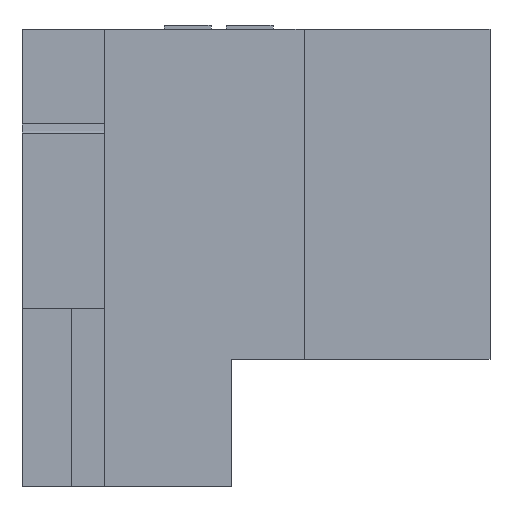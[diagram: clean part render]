
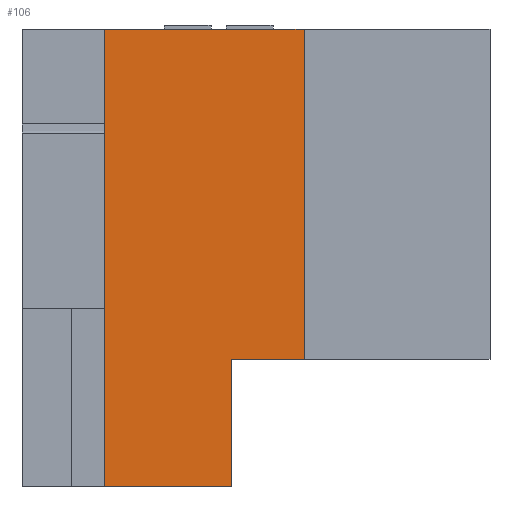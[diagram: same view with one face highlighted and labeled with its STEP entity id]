
A CAD part, left-side view. The second image highlights one B-rep face of the part: STEP entity #106.
In plain terms, the highlighted planar face has unit normal (-1, 0, 0).
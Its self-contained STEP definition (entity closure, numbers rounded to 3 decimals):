
#106=ADVANCED_FACE('',(#232),#170,.T.);
#170=PLANE('',#1405);
#232=FACE_OUTER_BOUND('',#294,.T.);
#294=EDGE_LOOP('',(#458,#459,#460,#461,#462,#463));
#458=ORIENTED_EDGE('',*,*,#926,.T.);
#459=ORIENTED_EDGE('',*,*,#927,.T.);
#460=ORIENTED_EDGE('',*,*,#925,.F.);
#461=ORIENTED_EDGE('',*,*,#928,.F.);
#462=ORIENTED_EDGE('',*,*,#917,.T.);
#463=ORIENTED_EDGE('',*,*,#929,.F.);
#776=VERTEX_POINT('',#1963);
#777=VERTEX_POINT('',#1965);
#782=VERTEX_POINT('',#1978);
#783=VERTEX_POINT('',#1980);
#784=VERTEX_POINT('',#1984);
#785=VERTEX_POINT('',#1985);
#917=EDGE_CURVE('',#777,#776,#1096,.T.);
#925=EDGE_CURVE('',#783,#782,#1104,.T.);
#926=EDGE_CURVE('',#784,#785,#1105,.T.);
#927=EDGE_CURVE('',#785,#782,#1106,.T.);
#928=EDGE_CURVE('',#777,#783,#1107,.T.);
#929=EDGE_CURVE('',#784,#776,#1108,.T.);
#1096=LINE('',#1964,#1265);
#1104=LINE('',#1981,#1273);
#1105=LINE('',#1983,#1274);
#1106=LINE('',#1986,#1275);
#1107=LINE('',#1987,#1276);
#1108=LINE('',#1988,#1277);
#1265=VECTOR('',#1592,1.);
#1273=VECTOR('',#1604,1.);
#1274=VECTOR('',#1607,1.);
#1275=VECTOR('',#1608,1.);
#1276=VECTOR('',#1609,1.);
#1277=VECTOR('',#1610,1.);
#1405=AXIS2_PLACEMENT_3D('',#1989,#1611,#1612);
#1592=DIRECTION('',(0.,0.,-1.));
#1604=DIRECTION('',(0.,0.,-1.));
#1607=DIRECTION('',(0.,0.,1.));
#1608=DIRECTION('',(0.,-1.,0.));
#1609=DIRECTION('',(0.,-1.,0.));
#1610=DIRECTION('',(0.,1.,0.));
#1611=DIRECTION('',(-1.,0.,0.));
#1612=DIRECTION('',(0.,-1.,0.));
#1963=CARTESIAN_POINT('',(16.832,54.822,0.));
#1964=CARTESIAN_POINT('',(16.832,54.822,14.75));
#1965=CARTESIAN_POINT('',(16.832,54.822,14.75));
#1978=CARTESIAN_POINT('',(16.832,48.372,4.1));
#1980=CARTESIAN_POINT('',(16.832,48.372,14.75));
#1981=CARTESIAN_POINT('',(16.832,48.372,14.75));
#1983=CARTESIAN_POINT('',(16.832,50.722,0.));
#1984=CARTESIAN_POINT('',(16.832,50.722,0.));
#1985=CARTESIAN_POINT('',(16.832,50.722,4.1));
#1986=CARTESIAN_POINT('',(16.832,50.722,4.1));
#1987=CARTESIAN_POINT('',(16.832,54.822,14.75));
#1988=CARTESIAN_POINT('',(16.832,50.722,0.));
#1989=CARTESIAN_POINT('',(16.832,54.822,0.));
